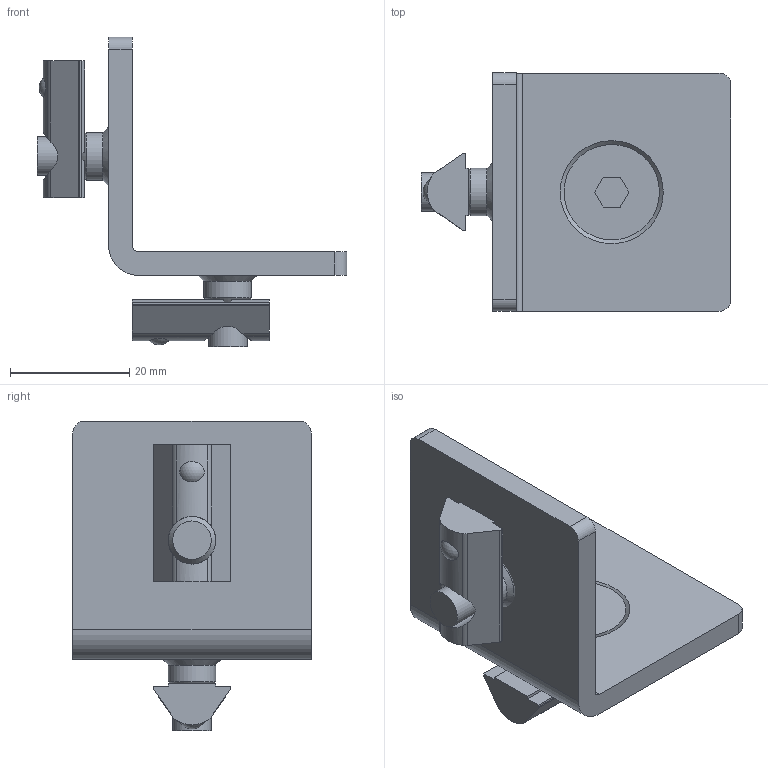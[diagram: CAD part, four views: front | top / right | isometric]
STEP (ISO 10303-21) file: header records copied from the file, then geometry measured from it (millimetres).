
FILE_DESCRIPTION(/* description */ (''),/* implementation_level */ '2;1');
FILE_NAME(/* name */ '126200',/* time_stamp */ '2014-10-06T15:39:01+02:00',/* author */ (''),/* organization */ (''),/* preprocessor_version */ 'ST-DEVELOPER v14',/* originating_system */ 'HiCAD 2013 1802.4 Build 509',/* authorisation */ '');
FILE_SCHEMA (('AUTOMOTIVE_DESIGN { 1 0 10303 214 1 1 1 1 }'));
Length unit declared in the file: millimetre
Products named in the file (6): Root; 126200Plaat 40 x 40BOIKON; 900614Verz. inbusbout DIN 7991 EV M8 x 16BOIKON0; 122330Sleufmoer 8 - M8 met kogelBOIKON
Assembly tree (5 placements, depth 3):
  Root
    126200Plaat 40 x 40BOIKON
      900614Verz. inbusbout DIN 7991 EV M8 x 16BOIKON0
      122330Sleufmoer 8 - M8 met kogelBOIKON
      900614Verz. inbusbout DIN 7991 EV M8 x 16BOIKON0
      122330Sleufmoer 8 - M8 met kogelBOIKON
Bounding box: 52 x 40 x 52 mm (x, y, z)
Volume: 15034 mm3; surface area: 10201.6 mm2
Topology: 5 solids, 5 shells, 92 faces, 246 edges, 171 vertices
Faces by surface type: plane 54, cylinder 30, cone 6, sphere 2
Full cylindrical faces by diameter (mm): 6.466 x2, 8 x4, 16 x2
Entity records: 6344 total; most frequent: CARTESIAN_POINT 1783, DIRECTION 472, PRESENTATION_STYLE_ASSIGNMENT 449, COLOUR_RGB 447, DRAUGHTING_PRE_DEFINED_CURVE_FONT 444, CURVE_STYLE 444, OVER_RIDING_STYLED_ITEM 444, ORIENTED_EDGE 444
